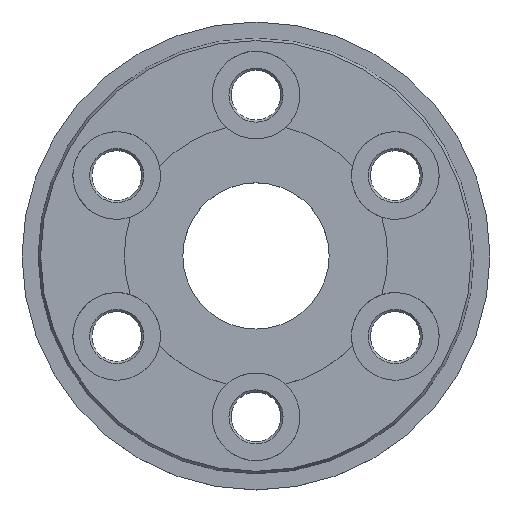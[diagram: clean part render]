
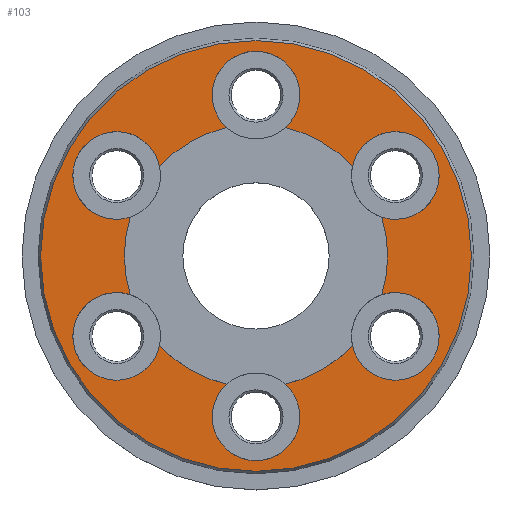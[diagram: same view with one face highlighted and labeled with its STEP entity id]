
A CAD part, top view. The second image highlights one B-rep face of the part: STEP entity #103.
In plain terms, the highlighted planar face has unit normal (0, 0, 1).
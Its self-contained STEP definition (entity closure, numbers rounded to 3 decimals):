
#60=PLANE('',#767);
#103=ADVANCED_FACE('',(#230,#231),#60,.F.);
#230=FACE_BOUND('',#318,.T.);
#231=FACE_BOUND('',#319,.T.);
#318=EDGE_LOOP('',(#453));
#319=EDGE_LOOP('',(#454,#455,#456,#457,#458,#459,#460,#461,#462,#463,#464,
#465));
#453=ORIENTED_EDGE('',*,*,#601,.T.);
#454=ORIENTED_EDGE('',*,*,#596,.T.);
#455=ORIENTED_EDGE('',*,*,#558,.F.);
#456=ORIENTED_EDGE('',*,*,#597,.T.);
#457=ORIENTED_EDGE('',*,*,#538,.F.);
#458=ORIENTED_EDGE('',*,*,#598,.T.);
#459=ORIENTED_EDGE('',*,*,#548,.F.);
#460=ORIENTED_EDGE('',*,*,#599,.T.);
#461=ORIENTED_EDGE('',*,*,#543,.F.);
#462=ORIENTED_EDGE('',*,*,#600,.T.);
#463=ORIENTED_EDGE('',*,*,#553,.F.);
#464=ORIENTED_EDGE('',*,*,#595,.T.);
#465=ORIENTED_EDGE('',*,*,#533,.F.);
#470=VERTEX_POINT('',#998);
#472=VERTEX_POINT('',#1002);
#475=VERTEX_POINT('',#1009);
#477=VERTEX_POINT('',#1013);
#480=VERTEX_POINT('',#1020);
#482=VERTEX_POINT('',#1024);
#485=VERTEX_POINT('',#1031);
#487=VERTEX_POINT('',#1035);
#490=VERTEX_POINT('',#1042);
#492=VERTEX_POINT('',#1046);
#495=VERTEX_POINT('',#1053);
#497=VERTEX_POINT('',#1057);
#528=VERTEX_POINT('',#1169);
#533=EDGE_CURVE('',#472,#470,#604,.T.);
#538=EDGE_CURVE('',#477,#475,#607,.T.);
#543=EDGE_CURVE('',#482,#480,#610,.T.);
#548=EDGE_CURVE('',#487,#485,#613,.T.);
#553=EDGE_CURVE('',#492,#490,#616,.T.);
#558=EDGE_CURVE('',#497,#495,#619,.T.);
#595=EDGE_CURVE('',#492,#470,#656,.T.);
#596=EDGE_CURVE('',#472,#495,#657,.T.);
#597=EDGE_CURVE('',#497,#475,#658,.T.);
#598=EDGE_CURVE('',#477,#485,#659,.T.);
#599=EDGE_CURVE('',#487,#480,#660,.T.);
#600=EDGE_CURVE('',#482,#490,#661,.T.);
#601=EDGE_CURVE('',#528,#528,#662,.T.);
#604=CIRCLE('',#666,3.);
#607=CIRCLE('',#670,3.);
#610=CIRCLE('',#674,3.);
#613=CIRCLE('',#678,3.);
#616=CIRCLE('',#682,3.);
#619=CIRCLE('',#686,3.);
#656=CIRCLE('',#754,9.);
#657=CIRCLE('',#756,9.);
#658=CIRCLE('',#758,9.);
#659=CIRCLE('',#760,9.);
#660=CIRCLE('',#762,9.);
#661=CIRCLE('',#764,9.);
#662=CIRCLE('',#766,14.727);
#666=AXIS2_PLACEMENT_3D('',#1003,#777,#778);
#670=AXIS2_PLACEMENT_3D('',#1014,#787,#788);
#674=AXIS2_PLACEMENT_3D('',#1025,#797,#798);
#678=AXIS2_PLACEMENT_3D('',#1036,#807,#808);
#682=AXIS2_PLACEMENT_3D('',#1047,#817,#818);
#686=AXIS2_PLACEMENT_3D('',#1058,#827,#828);
#754=AXIS2_PLACEMENT_3D('',#1156,#963,#964);
#756=AXIS2_PLACEMENT_3D('',#1158,#967,#968);
#758=AXIS2_PLACEMENT_3D('',#1160,#971,#972);
#760=AXIS2_PLACEMENT_3D('',#1162,#975,#976);
#762=AXIS2_PLACEMENT_3D('',#1164,#979,#980);
#764=AXIS2_PLACEMENT_3D('',#1166,#983,#984);
#766=AXIS2_PLACEMENT_3D('',#1168,#987,#988);
#767=AXIS2_PLACEMENT_3D('',#1170,#989,#990);
#777=DIRECTION('',(0.,0.,1.));
#778=DIRECTION('',(-1.,0.,0.));
#787=DIRECTION('',(0.,0.,1.));
#788=DIRECTION('',(-1.,0.,0.));
#797=DIRECTION('',(0.,0.,1.));
#798=DIRECTION('',(-1.,0.,0.));
#807=DIRECTION('',(0.,0.,1.));
#808=DIRECTION('',(-1.,0.,0.));
#817=DIRECTION('',(0.,0.,1.));
#818=DIRECTION('',(-1.,0.,0.));
#827=DIRECTION('',(0.,0.,1.));
#828=DIRECTION('',(-1.,0.,0.));
#963=DIRECTION('',(0.,0.,-1.));
#964=DIRECTION('',(1.,0.,0.));
#967=DIRECTION('',(0.,0.,-1.));
#968=DIRECTION('',(1.,0.,0.));
#971=DIRECTION('',(0.,0.,-1.));
#972=DIRECTION('',(1.,0.,0.));
#975=DIRECTION('',(0.,0.,-1.));
#976=DIRECTION('',(1.,0.,0.));
#979=DIRECTION('',(0.,0.,-1.));
#980=DIRECTION('',(1.,0.,0.));
#983=DIRECTION('',(0.,0.,-1.));
#984=DIRECTION('',(1.,0.,0.));
#987=DIRECTION('',(0.,0.,1.));
#988=DIRECTION('',(-1.,0.,0.));
#989=DIRECTION('',(0.,0.,-1.));
#990=DIRECTION('',(-1.,0.,0.));
#998=CARTESIAN_POINT('',(-6.593,-6.127,4.7));
#1002=CARTESIAN_POINT('',(-8.602,-2.646,4.7));
#1003=CARTESIAN_POINT('',(-9.526,-5.5,4.7));
#1009=CARTESIAN_POINT('',(-2.01,8.773,4.7));
#1013=CARTESIAN_POINT('',(2.01,8.773,4.7));
#1014=CARTESIAN_POINT('',(0.,11.,4.7));
#1020=CARTESIAN_POINT('',(8.602,-2.646,4.7));
#1024=CARTESIAN_POINT('',(6.593,-6.127,4.7));
#1025=CARTESIAN_POINT('',(9.526,-5.5,4.7));
#1031=CARTESIAN_POINT('',(6.593,6.127,4.7));
#1035=CARTESIAN_POINT('',(8.602,2.646,4.7));
#1036=CARTESIAN_POINT('',(9.526,5.5,4.7));
#1042=CARTESIAN_POINT('',(2.01,-8.773,4.7));
#1046=CARTESIAN_POINT('',(-2.01,-8.773,4.7));
#1047=CARTESIAN_POINT('',(0.,-11.,4.7));
#1053=CARTESIAN_POINT('',(-8.602,2.646,4.7));
#1057=CARTESIAN_POINT('',(-6.593,6.127,4.7));
#1058=CARTESIAN_POINT('',(-9.526,5.5,4.7));
#1156=CARTESIAN_POINT('',(0.,0.,4.7));
#1158=CARTESIAN_POINT('',(0.,0.,4.7));
#1160=CARTESIAN_POINT('',(0.,0.,4.7));
#1162=CARTESIAN_POINT('',(0.,0.,4.7));
#1164=CARTESIAN_POINT('',(0.,0.,4.7));
#1166=CARTESIAN_POINT('',(0.,0.,4.7));
#1168=CARTESIAN_POINT('',(0.,0.,4.7));
#1169=CARTESIAN_POINT('',(-14.727,0.,4.7));
#1170=CARTESIAN_POINT('',(0.,0.,4.7));
